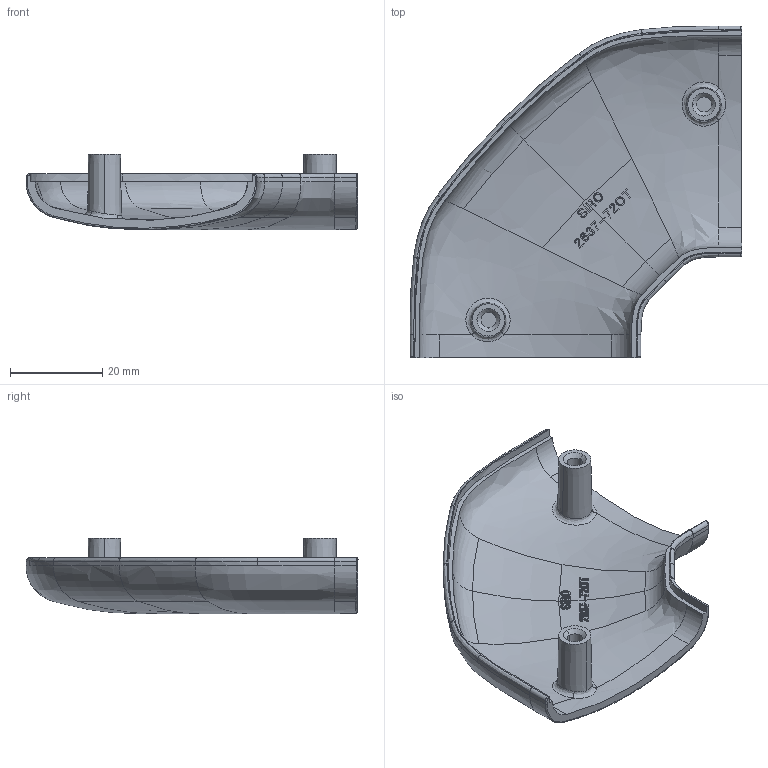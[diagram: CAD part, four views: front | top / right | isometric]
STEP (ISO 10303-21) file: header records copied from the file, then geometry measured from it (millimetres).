
FILE_DESCRIPTION(('Creo Elements/Direct Modeling STEP Export'),'2;1');
FILE_NAME('2637-72OT.stp','2024-05-15T 8:28:55',(''),(''),'Creo Elements/Direct Modeling STEP processor for AP214 (Solid Model)','Creo Elements/Direct Modeling 20.0 12-Nov-2016 (C) Parametric Technology GmbH','');
FILE_SCHEMA(('AUTOMOTIVE_DESIGN { 1 0 10303 214 1 1 1 1 }'));
Products named in the file (2): Mittelteil_OT
Assembly tree (1 placements, depth 2):
  Mittelteil_OT
    Mittelteil_OT
Bounding box: 71.89 x 71.89 x 16.3 mm (x, y, z)
Volume: 9793.8 mm3; surface area: 10538.1 mm2
Topology: 1 solids, 1 shells, 651 faces, 1870 edges, 1238 vertices
Faces by surface type: plane 540, bspline 56, cylinder 30, cone 9, extrusion 8, torus 8
Entity records: 38076 total; most frequent: CARTESIAN_POINT 22523, ORIENTED_EDGE 3740, DIRECTION 1873, EDGE_CURVE 1870, VERTEX_POINT 1238, B_SPLINE_CURVE_WITH_KNOTS 1182, SURFACE_CURVE 1081, EDGE_LOOP 668
